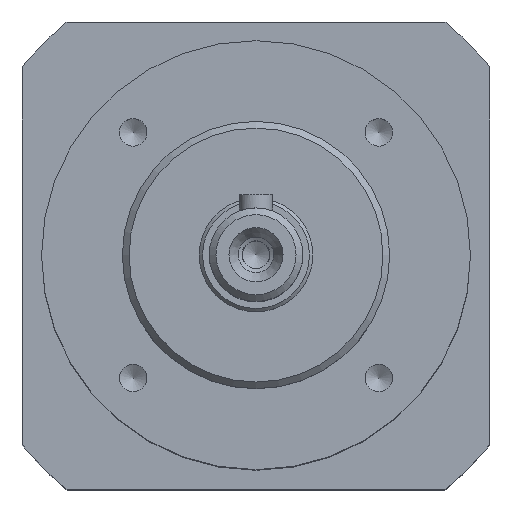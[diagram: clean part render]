
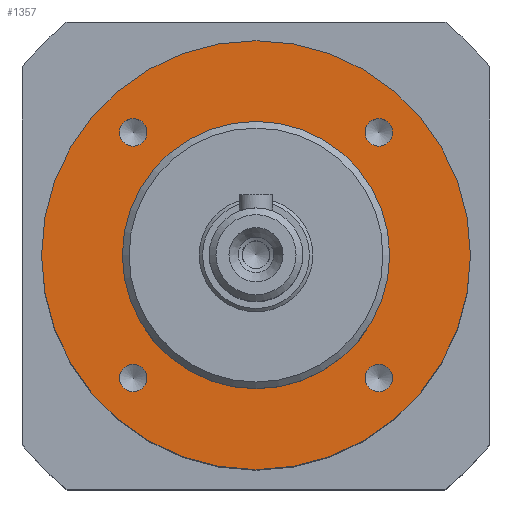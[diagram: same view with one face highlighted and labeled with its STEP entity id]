
A CAD part, top view. The second image highlights one B-rep face of the part: STEP entity #1357.
In plain terms, the highlighted planar face has unit normal (0, 0, 1).
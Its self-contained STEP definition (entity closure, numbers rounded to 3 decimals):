
#649=CARTESIAN_POINT('',(18.385,16.318,26.8));
#650=VERTEX_POINT('',#649);
#651=CARTESIAN_POINT('',(18.385,18.385,26.8));
#652=DIRECTION('',(0.0,0.0,-1.0));
#653=DIRECTION('',(0.0,-1.0,0.0));
#654=AXIS2_PLACEMENT_3D('',#651,#652,#653);
#655=CIRCLE('',#654,2.067);
#656=EDGE_CURVE('',#650,#650,#655,.T.);
#686=CARTESIAN_POINT('',(16.318,-18.385,26.8));
#687=VERTEX_POINT('',#686);
#688=CARTESIAN_POINT('',(18.385,-18.385,26.8));
#689=DIRECTION('',(0.0,0.0,-1.0));
#690=DIRECTION('',(-1.0,0.0,0.0));
#691=AXIS2_PLACEMENT_3D('',#688,#689,#690);
#692=CIRCLE('',#691,2.067);
#693=EDGE_CURVE('',#687,#687,#692,.T.);
#723=CARTESIAN_POINT('',(-18.385,-16.318,26.8));
#724=VERTEX_POINT('',#723);
#725=CARTESIAN_POINT('',(-18.385,-18.385,26.8));
#726=DIRECTION('',(0.0,0.0,-1.0));
#727=DIRECTION('',(0.0,1.0,0.0));
#728=AXIS2_PLACEMENT_3D('',#725,#726,#727);
#729=CIRCLE('',#728,2.067);
#730=EDGE_CURVE('',#724,#724,#729,.T.);
#760=CARTESIAN_POINT('',(-16.318,18.385,26.8));
#761=VERTEX_POINT('',#760);
#762=CARTESIAN_POINT('',(-18.385,18.385,26.8));
#763=DIRECTION('',(0.0,0.0,-1.0));
#764=DIRECTION('',(1.0,0.0,0.0));
#765=AXIS2_PLACEMENT_3D('',#762,#763,#764);
#766=CIRCLE('',#765,2.067);
#767=EDGE_CURVE('',#761,#761,#766,.T.);
#1279=CARTESIAN_POINT('',(20.0,0.,26.8));
#1280=VERTEX_POINT('',#1279);
#1281=CARTESIAN_POINT('',(0.0,0.0,26.8));
#1282=DIRECTION('',(0.0,0.0,-1.0));
#1283=DIRECTION('',(-1.0,0.0,0.0));
#1284=AXIS2_PLACEMENT_3D('',#1281,#1282,#1283);
#1285=CIRCLE('',#1284,20.0);
#1286=EDGE_CURVE('',#1280,#1280,#1285,.T.);
#1311=CARTESIAN_POINT('',(32.1,0.,26.8));
#1312=VERTEX_POINT('',#1311);
#1313=CARTESIAN_POINT('',(0.0,0.0,26.8));
#1314=DIRECTION('',(0.0,0.0,-1.0));
#1315=DIRECTION('',(-1.0,0.0,0.0));
#1316=AXIS2_PLACEMENT_3D('',#1313,#1314,#1315);
#1317=CIRCLE('',#1316,32.1);
#1318=EDGE_CURVE('',#1312,#1312,#1317,.T.);
#1334=CARTESIAN_POINT('',(0.0,0.0,26.8));
#1335=DIRECTION('',(0.0,0.0,-1.0));
#1336=DIRECTION('',(-1.0,0.0,0.0));
#1337=AXIS2_PLACEMENT_3D('',#1334,#1335,#1336);
#1338=PLANE('',#1337);
#1339=ORIENTED_EDGE('',*,*,#1318,.F.);
#1340=EDGE_LOOP('',(#1339));
#1341=FACE_OUTER_BOUND('',#1340,.T.);
#1342=ORIENTED_EDGE('',*,*,#656,.T.);
#1343=EDGE_LOOP('',(#1342));
#1344=FACE_BOUND('',#1343,.T.);
#1345=ORIENTED_EDGE('',*,*,#693,.T.);
#1346=EDGE_LOOP('',(#1345));
#1347=FACE_BOUND('',#1346,.T.);
#1348=ORIENTED_EDGE('',*,*,#730,.T.);
#1349=EDGE_LOOP('',(#1348));
#1350=FACE_BOUND('',#1349,.T.);
#1351=ORIENTED_EDGE('',*,*,#767,.T.);
#1352=EDGE_LOOP('',(#1351));
#1353=FACE_BOUND('',#1352,.T.);
#1354=ORIENTED_EDGE('',*,*,#1286,.T.);
#1355=EDGE_LOOP('',(#1354));
#1356=FACE_BOUND('',#1355,.T.);
#1357=ADVANCED_FACE('',(#1341,#1344,#1347,#1350,#1353,#1356),#1338,.F.);
